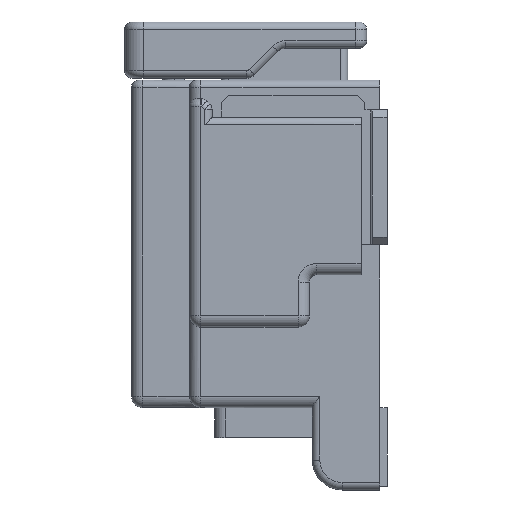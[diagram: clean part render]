
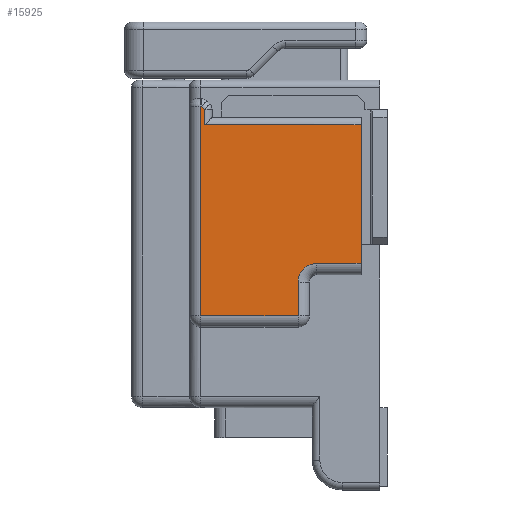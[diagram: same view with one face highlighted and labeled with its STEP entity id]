
A CAD part, left-side view. The second image highlights one B-rep face of the part: STEP entity #15925.
In plain terms, the highlighted planar face has unit normal (-1, 0, 0).
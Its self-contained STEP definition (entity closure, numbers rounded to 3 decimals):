
#70 = CARTESIAN_POINT ( 'NONE',  ( -5.1, 2.18, -6.3 ) ) ;
#137 = VECTOR ( 'NONE', #8425, 1000. ) ;
#289 = ORIENTED_EDGE ( 'NONE', *, *, #15545, .F. ) ;
#628 = LINE ( 'NONE', #6878, #137 ) ;
#632 = DIRECTION ( 'NONE',  ( 0., 1., 0. ) ) ;
#870 = CARTESIAN_POINT ( 'NONE',  ( -5.1, 2.18, -5.4 ) ) ;
#1102 = VECTOR ( 'NONE', #3843, 1000. ) ;
#2101 = CARTESIAN_POINT ( 'NONE',  ( -5.1, 2.18, -6.6 ) ) ;
#2541 = VECTOR ( 'NONE', #632, 1000. ) ;
#3021 = LINE ( 'NONE', #6614, #6580 ) ;
#3835 = CARTESIAN_POINT ( 'NONE',  ( -5.1, 0., 0. ) ) ;
#3843 = DIRECTION ( 'NONE',  ( 0., 1., 0. ) ) ;
#3846 = VERTEX_POINT ( 'NONE', #7822 ) ;
#3897 = DIRECTION ( 'NONE',  ( -1., 0., 0. ) ) ;
#4068 = VERTEX_POINT ( 'NONE', #70 ) ;
#4191 = LINE ( 'NONE', #17730, #10879 ) ;
#4954 = ORIENTED_EDGE ( 'NONE', *, *, #15572, .F. ) ;
#5004 = ORIENTED_EDGE ( 'NONE', *, *, #15223, .F. ) ;
#5282 = CARTESIAN_POINT ( 'NONE',  ( -5.1, 1.68, -5.4 ) ) ;
#5558 = ORIENTED_EDGE ( 'NONE', *, *, #15629, .F. ) ;
#5612 = VECTOR ( 'NONE', #15780, 1000. ) ;
#6076 = CARTESIAN_POINT ( 'NONE',  ( -5.1, 4.78, -0.7 ) ) ;
#6077 = LINE ( 'NONE', #9765, #2541 ) ;
#6158 = AXIS2_PLACEMENT_3D ( 'NONE', #3835, #3897, #14510 ) ;
#6333 = VECTOR ( 'NONE', #13669, 1000. ) ;
#6580 = VECTOR ( 'NONE', #11238, 1000. ) ;
#6614 = CARTESIAN_POINT ( 'NONE',  ( -5.1, 4.78, 0. ) ) ;
#6819 = LINE ( 'NONE', #14833, #14425 ) ;
#6824 = DIRECTION ( 'NONE',  ( 0., 0., -1. ) ) ;
#6878 = CARTESIAN_POINT ( 'NONE',  ( -5.1, 0.5, -1.2 ) ) ;
#7822 = CARTESIAN_POINT ( 'NONE',  ( -5.1, 4.68, -0.783 ) ) ;
#7980 = AXIS2_PLACEMENT_3D ( 'NONE', #5282, #15908, #6824 ) ;
#8154 = CARTESIAN_POINT ( 'NONE',  ( -5.1, 0.5, -1.2 ) ) ;
#8239 = VERTEX_POINT ( 'NONE', #11340 ) ;
#8343 = CARTESIAN_POINT ( 'NONE',  ( -5.1, 4.68, -1.2 ) ) ;
#8425 = DIRECTION ( 'NONE',  ( 0., -1., 0. ) ) ;
#8730 = LINE ( 'NONE', #12947, #1102 ) ;
#8749 = DIRECTION ( 'NONE',  ( 0., -0.707, -0.707 ) ) ;
#8953 = FACE_OUTER_BOUND ( 'NONE', #10858, .T. ) ;
#9212 = CIRCLE ( 'NONE', #7980, 0.5 ) ;
#9414 = VERTEX_POINT ( 'NONE', #18844 ) ;
#9437 = VERTEX_POINT ( 'NONE', #870 ) ;
#9765 = CARTESIAN_POINT ( 'NONE',  ( -5.1, 5.08, -6.3 ) ) ;
#9778 = CARTESIAN_POINT ( 'NONE',  ( -5.1, 1.68, -4.9 ) ) ;
#10206 = DIRECTION ( 'NONE',  ( 0., 0., -1. ) ) ;
#10400 = LINE ( 'NONE', #16611, #6333 ) ;
#10802 = ORIENTED_EDGE ( 'NONE', *, *, #15596, .F. ) ;
#10858 = EDGE_LOOP ( 'NONE', ( #11100, #18455, #12518, #18127, #289, #5004, #4954, #10802, #15157, #5558 ) ) ;
#10879 = VECTOR ( 'NONE', #8749, 1000. ) ;
#11100 = ORIENTED_EDGE ( 'NONE', *, *, #15469, .F. ) ;
#11238 = DIRECTION ( 'NONE',  ( 0., 0., 1. ) ) ;
#11340 = CARTESIAN_POINT ( 'NONE',  ( -5.1, 4.763, -0.7 ) ) ;
#12109 = CARTESIAN_POINT ( 'NONE',  ( -5.1, 0.5, -4.9 ) ) ;
#12518 = ORIENTED_EDGE ( 'NONE', *, *, #15509, .F. ) ;
#12742 = VERTEX_POINT ( 'NONE', #6076 ) ;
#12947 = CARTESIAN_POINT ( 'NONE',  ( -5.1, 1.68, -4.9 ) ) ;
#12993 = VERTEX_POINT ( 'NONE', #9778 ) ;
#13006 = PLANE ( 'NONE',  #6158 ) ;
#13669 = DIRECTION ( 'NONE',  ( 0., 0., -1. ) ) ;
#14203 = LINE ( 'NONE', #2101, #5612 ) ;
#14425 = VECTOR ( 'NONE', #16326, 1000. ) ;
#14510 = DIRECTION ( 'NONE',  ( 0., 0., -1. ) ) ;
#14696 = CARTESIAN_POINT ( 'NONE',  ( -5.1, 4.68, -1. ) ) ;
#14833 = CARTESIAN_POINT ( 'NONE',  ( -5.1, 4.68, -0.7 ) ) ;
#15157 = ORIENTED_EDGE ( 'NONE', *, *, #15624, .F. ) ;
#15223 = EDGE_CURVE ( 'NONE', #17406, #16701, #10400, .T. ) ;
#15359 = VECTOR ( 'NONE', #10206, 1000. ) ;
#15469 = EDGE_CURVE ( 'NONE', #9414, #12742, #3021, .T. ) ;
#15502 = EDGE_CURVE ( 'NONE', #4068, #9414, #6077, .T. ) ;
#15509 = EDGE_CURVE ( 'NONE', #9437, #4068, #14203, .T. ) ;
#15542 = EDGE_CURVE ( 'NONE', #12993, #9437, #9212, .T. ) ;
#15545 = EDGE_CURVE ( 'NONE', #16701, #12993, #8730, .T. ) ;
#15572 = EDGE_CURVE ( 'NONE', #18648, #17406, #628, .T. ) ;
#15596 = EDGE_CURVE ( 'NONE', #3846, #18648, #15846, .T. ) ;
#15624 = EDGE_CURVE ( 'NONE', #8239, #3846, #4191, .T. ) ;
#15629 = EDGE_CURVE ( 'NONE', #12742, #8239, #6819, .T. ) ;
#15780 = DIRECTION ( 'NONE',  ( 0., 0., -1. ) ) ;
#15846 = LINE ( 'NONE', #14696, #15359 ) ;
#15908 = DIRECTION ( 'NONE',  ( -1., 0., 0. ) ) ;
#15925 = ADVANCED_FACE ( 'NONE', ( #8953 ), #13006, .T. ) ;
#16326 = DIRECTION ( 'NONE',  ( 0., -1., 0. ) ) ;
#16611 = CARTESIAN_POINT ( 'NONE',  ( -5.1, 0.5, -1. ) ) ;
#16701 = VERTEX_POINT ( 'NONE', #12109 ) ;
#17406 = VERTEX_POINT ( 'NONE', #8154 ) ;
#17730 = CARTESIAN_POINT ( 'NONE',  ( -5.1, 2.731, -2.731 ) ) ;
#18127 = ORIENTED_EDGE ( 'NONE', *, *, #15542, .F. ) ;
#18455 = ORIENTED_EDGE ( 'NONE', *, *, #15502, .F. ) ;
#18648 = VERTEX_POINT ( 'NONE', #8343 ) ;
#18844 = CARTESIAN_POINT ( 'NONE',  ( -5.1, 4.78, -6.3 ) ) ;
